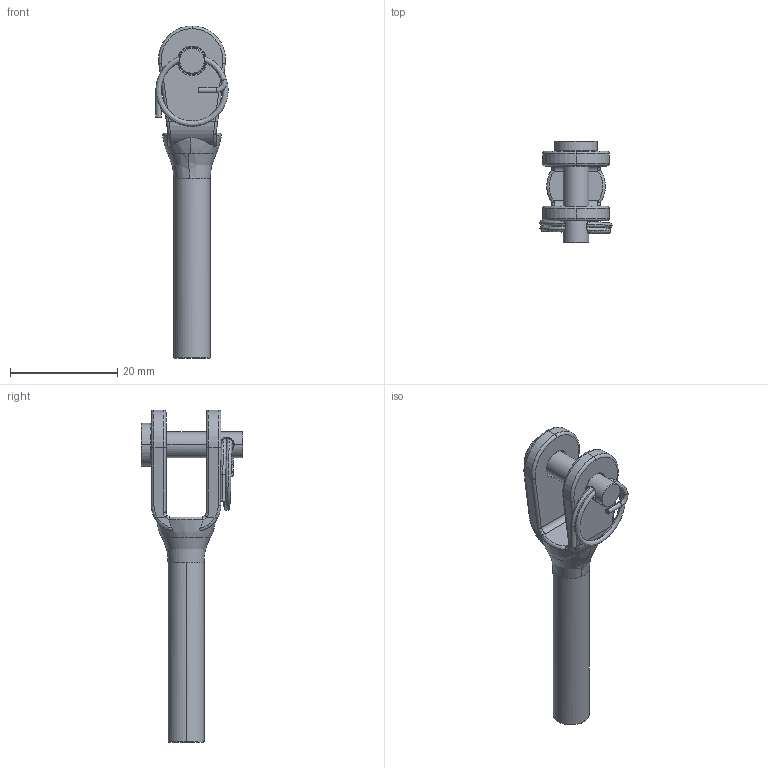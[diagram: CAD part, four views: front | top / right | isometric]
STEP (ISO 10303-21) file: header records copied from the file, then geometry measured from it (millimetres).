
FILE_DESCRIPTION (( 'STEP AP203' ), '1' );
FILE_NAME ('101200303.STEP', '2018-03-14T13:57:29', ( '' ), ( '' ), 'SwSTEP 2.0', 'SolidWorks 2015', '' );
FILE_SCHEMA (( 'CONFIG_CONTROL_DESIGN' ));
Length unit declared in the file: millimetre
Products named in the file (4): 101200X0X Teil2_101200303 Teil2; 101200303; 101200X0X Teil1_101200303 Teil1; 101200X0X Teil3_101200303 Teil3
Assembly tree (3 placements, depth 2):
  101200303
    101200X0X Teil1_101200303 Teil1
    101200X0X Teil2_101200303 Teil2
    101200X0X Teil3_101200303 Teil3
Bounding box: 13.5 x 19 x 62 mm (x, y, z)
Volume: 2922 mm3; surface area: 3118.8 mm2
Topology: 3 solids, 3 shells, 346 faces, 926 edges, 593 vertices
Faces by surface type: bspline 140, plane 98, cylinder 73, torus 33, cone 2
Entity records: 20549 total; most frequent: CARTESIAN_POINT 12548, ORIENTED_EDGE 1852, DIRECTION 1170, EDGE_CURVE 926, VERTEX_POINT 593, AXIS2_PLACEMENT_3D 408, EDGE_LOOP 359, LINE 354
